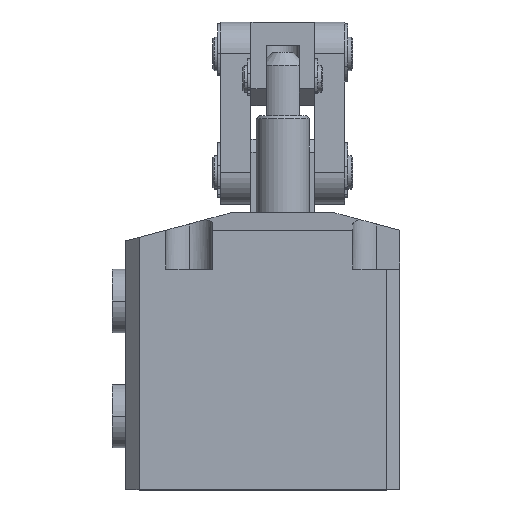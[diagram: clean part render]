
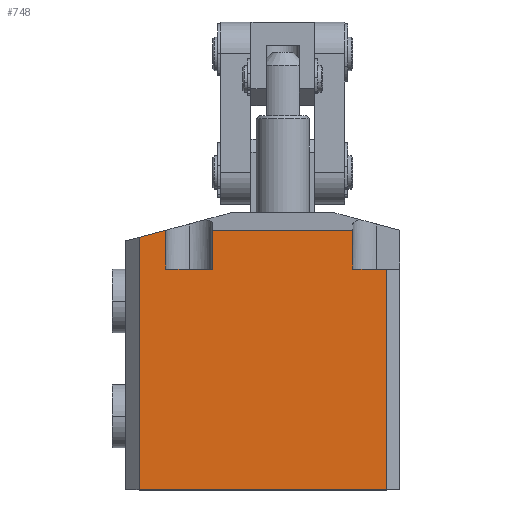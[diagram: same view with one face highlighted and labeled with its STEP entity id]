
A CAD part, top view. The second image highlights one B-rep face of the part: STEP entity #748.
In plain terms, the highlighted face is planar.
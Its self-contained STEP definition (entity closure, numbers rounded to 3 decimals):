
#42 = VERTEX_POINT ( 'NONE', #3454 ) ;
#225 = LINE ( 'NONE', #7449, #8011 ) ;
#657 = AXIS2_PLACEMENT_3D ( 'NONE', #6582, #6639, #6684 ) ;
#671 = CARTESIAN_POINT ( 'NONE',  ( -31., 70.541, -35. ) ) ;
#681 = EDGE_CURVE ( 'NONE', #3083, #5343, #5089, .T. ) ;
#710 = LINE ( 'NONE', #1634, #6744 ) ;
#748 = ADVANCED_FACE ( 'NONE', ( #5278 ), #6832, .F. ) ;
#1004 = CARTESIAN_POINT ( 'NONE',  ( 43., 80.039, -35. ) ) ;
#1133 = EDGE_CURVE ( 'NONE', #7117, #2568, #6814, .T. ) ;
#1210 = ORIENTED_EDGE ( 'NONE', *, *, #5160, .F. ) ;
#1219 = EDGE_LOOP ( 'NONE', ( #3904, #2907, #7797, #1236, #1328, #2972, #3703, #4382, #1210, #2776 ) ) ;
#1236 = ORIENTED_EDGE ( 'NONE', *, *, #4880, .F. ) ;
#1308 = VECTOR ( 'NONE', #2227, 1000. ) ;
#1324 = LINE ( 'NONE', #1500, #1308 ) ;
#1328 = ORIENTED_EDGE ( 'NONE', *, *, #3390, .F. ) ;
#1370 = EDGE_CURVE ( 'NONE', #2568, #1846, #7487, .T. ) ;
#1500 = CARTESIAN_POINT ( 'NONE',  ( 21., 4.541, -35. ) ) ;
#1604 = DIRECTION ( 'NONE',  ( -1., 0., 0. ) ) ;
#1634 = CARTESIAN_POINT ( 'NONE',  ( -31., 82.182, -35. ) ) ;
#1688 = EDGE_CURVE ( 'NONE', #5740, #3083, #7551, .T. ) ;
#1846 = VERTEX_POINT ( 'NONE', #3613 ) ;
#1969 = LINE ( 'NONE', #5979, #2146 ) ;
#2146 = VECTOR ( 'NONE', #5203, 1000. ) ;
#2227 = DIRECTION ( 'NONE',  ( 0., 1., 0. ) ) ;
#2568 = VERTEX_POINT ( 'NONE', #671 ) ;
#2776 = ORIENTED_EDGE ( 'NONE', *, *, #1370, .F. ) ;
#2793 = DIRECTION ( 'NONE',  ( 0., 1., 0. ) ) ;
#2907 = ORIENTED_EDGE ( 'NONE', *, *, #7983, .F. ) ;
#2972 = ORIENTED_EDGE ( 'NONE', *, *, #681, .F. ) ;
#2995 = CARTESIAN_POINT ( 'NONE',  ( 35., 82.182, -35. ) ) ;
#3083 = VERTEX_POINT ( 'NONE', #2995 ) ;
#3329 = VECTOR ( 'NONE', #7998, 1000. ) ;
#3390 = EDGE_CURVE ( 'NONE', #5343, #6567, #225, .T. ) ;
#3454 = CARTESIAN_POINT ( 'NONE',  ( 21., 82.182, -35. ) ) ;
#3613 = CARTESIAN_POINT ( 'NONE',  ( -31., 4.541, -35. ) ) ;
#3615 = CARTESIAN_POINT ( 'NONE',  ( -21., 4.541, -35. ) ) ;
#3703 = ORIENTED_EDGE ( 'NONE', *, *, #1688, .F. ) ;
#3723 = CARTESIAN_POINT ( 'NONE',  ( 43., 4.541, -35. ) ) ;
#3863 = EDGE_CURVE ( 'NONE', #42, #5657, #710, .T. ) ;
#3904 = ORIENTED_EDGE ( 'NONE', *, *, #1133, .F. ) ;
#4213 = CARTESIAN_POINT ( 'NONE',  ( 43., 80.039, -35. ) ) ;
#4250 = DIRECTION ( 'NONE',  ( -0.966, 0.259, 0. ) ) ;
#4382 = ORIENTED_EDGE ( 'NONE', *, *, #7013, .F. ) ;
#4517 = CARTESIAN_POINT ( 'NONE',  ( -21., 70.541, -35. ) ) ;
#4880 = EDGE_CURVE ( 'NONE', #6567, #42, #1324, .T. ) ;
#4931 = VERTEX_POINT ( 'NONE', #3723 ) ;
#5052 = VECTOR ( 'NONE', #6776, 1000. ) ;
#5089 = LINE ( 'NONE', #6707, #5052 ) ;
#5160 = EDGE_CURVE ( 'NONE', #1846, #4931, #1969, .T. ) ;
#5203 = DIRECTION ( 'NONE',  ( 1., 0., 0. ) ) ;
#5278 = FACE_OUTER_BOUND ( 'NONE', #1219, .T. ) ;
#5343 = VERTEX_POINT ( 'NONE', #6733 ) ;
#5412 = DIRECTION ( 'NONE',  ( 0., -1., 0. ) ) ;
#5443 = CARTESIAN_POINT ( 'NONE',  ( -31., 4.541, -35. ) ) ;
#5657 = VERTEX_POINT ( 'NONE', #7345 ) ;
#5740 = VERTEX_POINT ( 'NONE', #1004 ) ;
#5979 = CARTESIAN_POINT ( 'NONE',  ( -31., 4.541, -35. ) ) ;
#6111 = CARTESIAN_POINT ( 'NONE',  ( 21., 70.541, -35. ) ) ;
#6359 = CARTESIAN_POINT ( 'NONE',  ( -31., 70.541, -35. ) ) ;
#6441 = DIRECTION ( 'NONE',  ( -1., 0., 0. ) ) ;
#6567 = VERTEX_POINT ( 'NONE', #6111 ) ;
#6582 = CARTESIAN_POINT ( 'NONE',  ( -31., 4.541, -35. ) ) ;
#6639 = DIRECTION ( 'NONE',  ( 0., 0., 1. ) ) ;
#6684 = DIRECTION ( 'NONE',  ( 1., 0., 0. ) ) ;
#6701 = VECTOR ( 'NONE', #6441, 1000. ) ;
#6707 = CARTESIAN_POINT ( 'NONE',  ( 35., 4.541, -35. ) ) ;
#6733 = CARTESIAN_POINT ( 'NONE',  ( 35., 70.541, -35. ) ) ;
#6744 = VECTOR ( 'NONE', #1604, 1000. ) ;
#6776 = DIRECTION ( 'NONE',  ( 0., -1., 0. ) ) ;
#6814 = LINE ( 'NONE', #6359, #6701 ) ;
#6832 = PLANE ( 'NONE',  #657 ) ;
#6955 = LINE ( 'NONE', #3615, #3329 ) ;
#7013 = EDGE_CURVE ( 'NONE', #4931, #5740, #8076, .T. ) ;
#7117 = VERTEX_POINT ( 'NONE', #4517 ) ;
#7345 = CARTESIAN_POINT ( 'NONE',  ( -21., 82.182, -35. ) ) ;
#7416 = DIRECTION ( 'NONE',  ( -1., 0., 0. ) ) ;
#7449 = CARTESIAN_POINT ( 'NONE',  ( -31., 70.541, -35. ) ) ;
#7487 = LINE ( 'NONE', #5443, #7490 ) ;
#7490 = VECTOR ( 'NONE', #5412, 1000. ) ;
#7551 = LINE ( 'NONE', #4213, #8064 ) ;
#7797 = ORIENTED_EDGE ( 'NONE', *, *, #3863, .F. ) ;
#7914 = CARTESIAN_POINT ( 'NONE',  ( 43., 4.541, -35. ) ) ;
#7983 = EDGE_CURVE ( 'NONE', #5657, #7117, #6955, .T. ) ;
#7998 = DIRECTION ( 'NONE',  ( 0., -1., 0. ) ) ;
#8011 = VECTOR ( 'NONE', #7416, 1000. ) ;
#8064 = VECTOR ( 'NONE', #4250, 1000. ) ;
#8076 = LINE ( 'NONE', #7914, #8081 ) ;
#8081 = VECTOR ( 'NONE', #2793, 1000. ) ;
